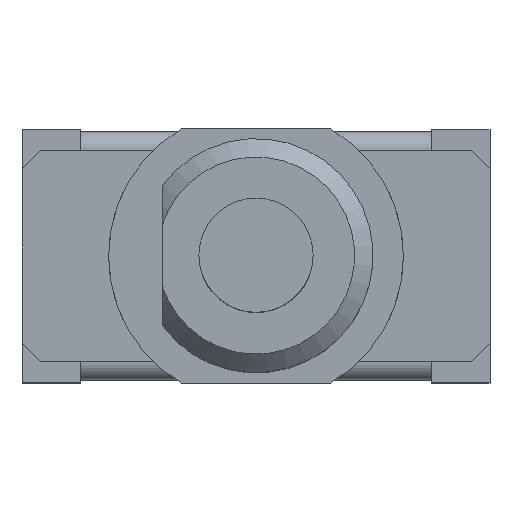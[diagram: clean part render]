
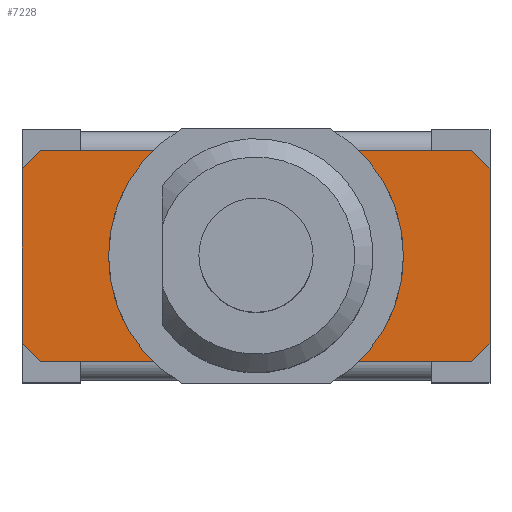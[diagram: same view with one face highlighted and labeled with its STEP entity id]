
A CAD part, top view. The second image highlights one B-rep face of the part: STEP entity #7228.
In plain terms, the highlighted planar face has unit normal (0, 0, 1).
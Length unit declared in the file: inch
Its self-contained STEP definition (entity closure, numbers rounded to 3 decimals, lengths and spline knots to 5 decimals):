
#55=FACE_BOUND('',#1244,.T.);
#499=PLANE('',#7591);
#830=FACE_OUTER_BOUND('',#1243,.T.);
#1243=EDGE_LOOP('',(#5961,#5962,#5963,#5964,#5965,#5966,#5967,#5968,#5969,
#5970,#5971,#5972));
#1244=EDGE_LOOP('',(#5973,#5974,#5975,#5976,#5977,#5978,#5979,#5980));
#1820=LINE('',#12102,#2537);
#1824=LINE('',#12111,#2541);
#1826=LINE('',#12116,#2543);
#1831=LINE('',#12124,#2548);
#1832=LINE('',#12127,#2549);
#1835=LINE('',#12133,#2552);
#1838=LINE('',#12139,#2555);
#1843=LINE('',#12148,#2560);
#1844=LINE('',#12151,#2561);
#1847=LINE('',#12156,#2564);
#1849=LINE('',#12159,#2566);
#1850=LINE('',#12160,#2567);
#1851=LINE('',#12169,#2568);
#1852=LINE('',#12176,#2569);
#2537=VECTOR('',#8523,39.37008);
#2541=VECTOR('',#8529,39.37008);
#2543=VECTOR('',#8533,39.37008);
#2548=VECTOR('',#8540,39.37008);
#2549=VECTOR('',#8543,39.37008);
#2552=VECTOR('',#8548,39.37008);
#2555=VECTOR('',#8553,39.37008);
#2560=VECTOR('',#8560,39.37008);
#2561=VECTOR('',#8563,39.37008);
#2564=VECTOR('',#8568,39.37008);
#2566=VECTOR('',#8572,39.37008);
#2567=VECTOR('',#8573,39.37008);
#2568=VECTOR('',#8580,39.37008);
#2569=VECTOR('',#8587,39.37008);
#2907=CIRCLE('',#7592,0.01772);
#2908=CIRCLE('',#7593,0.15748);
#2909=CIRCLE('',#7594,0.01772);
#2910=CIRCLE('',#7595,0.01772);
#2911=CIRCLE('',#7596,0.15748);
#2912=CIRCLE('',#7597,0.01772);
#3027=VERTEX_POINT('',#9565);
#3428=VERTEX_POINT('',#12099);
#3429=VERTEX_POINT('',#12101);
#3432=VERTEX_POINT('',#12108);
#3433=VERTEX_POINT('',#12110);
#3434=VERTEX_POINT('',#12114);
#3435=VERTEX_POINT('',#12115);
#3438=VERTEX_POINT('',#12126);
#3440=VERTEX_POINT('',#12132);
#3442=VERTEX_POINT('',#12138);
#3445=VERTEX_POINT('',#12145);
#3446=VERTEX_POINT('',#12150);
#3448=VERTEX_POINT('',#12161);
#3449=VERTEX_POINT('',#12162);
#3450=VERTEX_POINT('',#12164);
#3451=VERTEX_POINT('',#12166);
#3452=VERTEX_POINT('',#12168);
#3453=VERTEX_POINT('',#12170);
#3454=VERTEX_POINT('',#12172);
#3455=VERTEX_POINT('',#12174);
#4312=EDGE_CURVE('',#3429,#3428,#1820,.T.);
#4316=EDGE_CURVE('',#3433,#3432,#1824,.T.);
#4318=EDGE_CURVE('',#3434,#3435,#1826,.T.);
#4323=EDGE_CURVE('',#3027,#3434,#1831,.T.);
#4324=EDGE_CURVE('',#3438,#3429,#1832,.T.);
#4327=EDGE_CURVE('',#3440,#3438,#1835,.T.);
#4330=EDGE_CURVE('',#3442,#3440,#1838,.T.);
#4335=EDGE_CURVE('',#3445,#3442,#1843,.T.);
#4336=EDGE_CURVE('',#3446,#3433,#1844,.T.);
#4339=EDGE_CURVE('',#3435,#3446,#1847,.T.);
#4341=EDGE_CURVE('',#3432,#3445,#1849,.T.);
#4342=EDGE_CURVE('',#3428,#3027,#1850,.T.);
#4343=EDGE_CURVE('',#3448,#3449,#2907,.T.);
#4344=EDGE_CURVE('',#3450,#3448,#2908,.T.);
#4345=EDGE_CURVE('',#3451,#3450,#2909,.T.);
#4346=EDGE_CURVE('',#3452,#3451,#1851,.T.);
#4347=EDGE_CURVE('',#3453,#3452,#2910,.T.);
#4348=EDGE_CURVE('',#3454,#3453,#2911,.T.);
#4349=EDGE_CURVE('',#3455,#3454,#2912,.T.);
#4350=EDGE_CURVE('',#3449,#3455,#1852,.T.);
#5961=ORIENTED_EDGE('',*,*,#4318,.T.);
#5962=ORIENTED_EDGE('',*,*,#4339,.T.);
#5963=ORIENTED_EDGE('',*,*,#4336,.T.);
#5964=ORIENTED_EDGE('',*,*,#4316,.T.);
#5965=ORIENTED_EDGE('',*,*,#4341,.T.);
#5966=ORIENTED_EDGE('',*,*,#4335,.T.);
#5967=ORIENTED_EDGE('',*,*,#4330,.T.);
#5968=ORIENTED_EDGE('',*,*,#4327,.T.);
#5969=ORIENTED_EDGE('',*,*,#4324,.T.);
#5970=ORIENTED_EDGE('',*,*,#4312,.T.);
#5971=ORIENTED_EDGE('',*,*,#4342,.T.);
#5972=ORIENTED_EDGE('',*,*,#4323,.T.);
#5973=ORIENTED_EDGE('',*,*,#4343,.F.);
#5974=ORIENTED_EDGE('',*,*,#4344,.F.);
#5975=ORIENTED_EDGE('',*,*,#4345,.F.);
#5976=ORIENTED_EDGE('',*,*,#4346,.F.);
#5977=ORIENTED_EDGE('',*,*,#4347,.F.);
#5978=ORIENTED_EDGE('',*,*,#4348,.F.);
#5979=ORIENTED_EDGE('',*,*,#4349,.F.);
#5980=ORIENTED_EDGE('',*,*,#4350,.F.);
#7228=ADVANCED_FACE('',(#830,#55),#499,.F.);
#7591=AXIS2_PLACEMENT_3D('',#12158,#8570,#8571);
#7592=AXIS2_PLACEMENT_3D('',#12163,#8574,#8575);
#7593=AXIS2_PLACEMENT_3D('',#12165,#8576,#8577);
#7594=AXIS2_PLACEMENT_3D('',#12167,#8578,#8579);
#7595=AXIS2_PLACEMENT_3D('',#12171,#8581,#8582);
#7596=AXIS2_PLACEMENT_3D('',#12173,#8583,#8584);
#7597=AXIS2_PLACEMENT_3D('',#12175,#8585,#8586);
#8523=DIRECTION('',(-1.,0.,0.));
#8529=DIRECTION('',(1.,0.,0.));
#8533=DIRECTION('',(-0.707,-0.707,0.));
#8540=DIRECTION('',(-1.,0.,0.));
#8543=DIRECTION('',(-0.707,0.707,0.));
#8548=DIRECTION('',(0.,1.,0.));
#8553=DIRECTION('',(0.707,0.707,0.));
#8560=DIRECTION('',(1.,0.,0.));
#8563=DIRECTION('',(0.707,-0.707,0.));
#8568=DIRECTION('',(0.,-1.,0.));
#8570=DIRECTION('center_axis',(0.,0.,
-1.));
#8571=DIRECTION('ref_axis',(0.,1.,0.));
#8572=DIRECTION('',(1.,0.,0.));
#8573=DIRECTION('',(-1.,0.,0.));
#8574=DIRECTION('center_axis',(0.,0.,
1.));
#8575=DIRECTION('ref_axis',(0.,-1.,0.));
#8576=DIRECTION('center_axis',(0.,0.,
1.));
#8577=DIRECTION('ref_axis',(0.,-1.,0.));
#8578=DIRECTION('center_axis',(0.,0.,
1.));
#8579=DIRECTION('ref_axis',(0.,-1.,0.));
#8580=DIRECTION('',(-1.,0.,0.));
#8581=DIRECTION('center_axis',(0.,0.,
1.));
#8582=DIRECTION('ref_axis',(0.,-1.,0.));
#8583=DIRECTION('center_axis',(0.,0.,
1.));
#8584=DIRECTION('ref_axis',(0.,-1.,0.));
#8585=DIRECTION('center_axis',(0.,0.,
1.));
#8586=DIRECTION('ref_axis',(0.,-1.,0.));
#8587=DIRECTION('',(1.,0.,0.));
#9565=CARTESIAN_POINT('',(-0.18701,0.11299,0.41024));
#12099=CARTESIAN_POINT('',(0.18701,0.11299,0.41024));
#12101=CARTESIAN_POINT('',(0.23031,0.11299,0.41024));
#12102=CARTESIAN_POINT('',(0.23031,0.11299,0.41024));
#12108=CARTESIAN_POINT('',(-0.18701,-0.11299,0.41024));
#12110=CARTESIAN_POINT('',(-0.23031,-0.11299,0.41024));
#12111=CARTESIAN_POINT('',(-0.23031,-0.11299,0.41024));
#12114=CARTESIAN_POINT('',(-0.23031,0.11299,0.41024));
#12115=CARTESIAN_POINT('',(-0.25,0.09331,0.41024));
#12116=CARTESIAN_POINT('',(-0.23031,0.11299,0.41024));
#12124=CARTESIAN_POINT('',(0.23031,0.11299,0.41024));
#12126=CARTESIAN_POINT('',(0.25,0.09331,0.41024));
#12127=CARTESIAN_POINT('',(0.25,0.09331,0.41024));
#12132=CARTESIAN_POINT('',(0.25,-0.09331,0.41024));
#12133=CARTESIAN_POINT('',(0.25,-0.09331,0.41024));
#12138=CARTESIAN_POINT('',(0.23031,-0.11299,0.41024));
#12139=CARTESIAN_POINT('',(0.23031,-0.11299,0.41024));
#12145=CARTESIAN_POINT('',(0.18701,-0.11299,0.41024));
#12148=CARTESIAN_POINT('',(-0.23031,-0.11299,0.41024));
#12150=CARTESIAN_POINT('',(-0.25,-0.09331,0.41024));
#12151=CARTESIAN_POINT('',(-0.23031,-0.11299,0.41024));
#12156=CARTESIAN_POINT('',(-0.25,0.09331,0.41024));
#12158=CARTESIAN_POINT('Origin',(-0.34331,0.,
0.41024));
#12159=CARTESIAN_POINT('',(-0.18701,-0.11299,0.41024));
#12160=CARTESIAN_POINT('',(0.18701,0.11299,0.41024));
#12161=CARTESIAN_POINT('',(-0.14168,-0.06876,0.41024));
#12162=CARTESIAN_POINT('',(-0.12574,-0.07874,0.41024));
#12163=CARTESIAN_POINT('Origin',(-0.12574,-0.06102,
0.41024));
#12164=CARTESIAN_POINT('',(-0.14168,0.06876,0.41024));
#12165=CARTESIAN_POINT('Origin',(0.,0.,
0.41024));
#12166=CARTESIAN_POINT('',(-0.12574,0.07874,0.41024));
#12167=CARTESIAN_POINT('Origin',(-0.12574,0.06102,
0.41024));
#12168=CARTESIAN_POINT('',(0.12574,0.07874,0.41024));
#12169=CARTESIAN_POINT('',(-0.12574,0.07874,0.41024));
#12170=CARTESIAN_POINT('',(0.14168,0.06876,0.41024));
#12171=CARTESIAN_POINT('Origin',(0.12574,0.06102,0.41024));
#12172=CARTESIAN_POINT('',(0.14168,-0.06876,0.41024));
#12173=CARTESIAN_POINT('Origin',(0.,0.,
0.41024));
#12174=CARTESIAN_POINT('',(0.12574,-0.07874,0.41024));
#12175=CARTESIAN_POINT('Origin',(0.12574,-0.06102,
0.41024));
#12176=CARTESIAN_POINT('',(-0.12574,-0.07874,0.41024));
